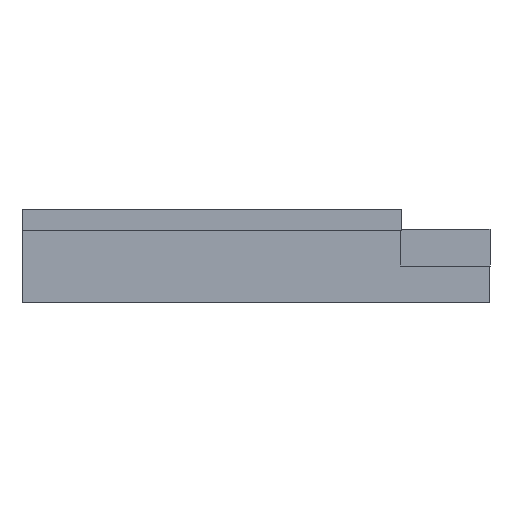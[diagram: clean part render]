
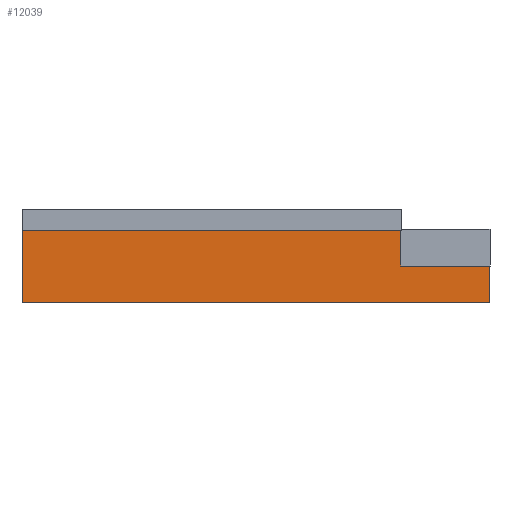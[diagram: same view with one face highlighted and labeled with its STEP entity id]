
A CAD part, left-side view. The second image highlights one B-rep face of the part: STEP entity #12039.
In plain terms, the highlighted planar face has unit normal (-1, 0, 0).
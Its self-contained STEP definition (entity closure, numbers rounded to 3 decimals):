
#204 = CARTESIAN_POINT ( 'NONE',  ( -5.846, -24.137, 3.3 ) ) ;
#226 = CARTESIAN_POINT ( 'NONE',  ( -5.846, 17.863, 3.3 ) ) ;
#341 = EDGE_CURVE ( 'NONE', #10337, #15824, #2954, .T. ) ;
#970 = EDGE_LOOP ( 'NONE', ( #4313, #13918, #16634, #11316, #14019, #11586 ) ) ;
#1340 = LINE ( 'NONE', #226, #16723 ) ;
#2288 = CARTESIAN_POINT ( 'NONE',  ( -5.846, -16.137, 6.5 ) ) ;
#2440 = DIRECTION ( 'NONE',  ( 0., -1., 0. ) ) ;
#2954 = LINE ( 'NONE', #4682, #11639 ) ;
#3247 = CARTESIAN_POINT ( 'NONE',  ( -5.846, -24.137, 0. ) ) ;
#3587 = CARTESIAN_POINT ( 'NONE',  ( -5.846, -24.137, 3.3 ) ) ;
#4011 = CARTESIAN_POINT ( 'NONE',  ( -5.846, 17.863, 0. ) ) ;
#4266 = DIRECTION ( 'NONE',  ( 0., 1., 0. ) ) ;
#4313 = ORIENTED_EDGE ( 'NONE', *, *, #15833, .T. ) ;
#4660 = VECTOR ( 'NONE', #10181, 1000. ) ;
#4677 = EDGE_CURVE ( 'NONE', #10337, #14432, #8567, .T. ) ;
#4682 = CARTESIAN_POINT ( 'NONE',  ( -5.846, 17.863, 3.3 ) ) ;
#4906 = VERTEX_POINT ( 'NONE', #3247 ) ;
#5920 = VECTOR ( 'NONE', #2440, 1000. ) ;
#6010 = EDGE_CURVE ( 'NONE', #14432, #6285, #12341, .T. ) ;
#6285 = VERTEX_POINT ( 'NONE', #7457 ) ;
#6768 = LINE ( 'NONE', #204, #14635 ) ;
#7295 = DIRECTION ( 'NONE',  ( 0., 0., -1. ) ) ;
#7457 = CARTESIAN_POINT ( 'NONE',  ( -5.846, -16.137, 3.3 ) ) ;
#7948 = EDGE_CURVE ( 'NONE', #6285, #16529, #1340, .T. ) ;
#8567 = LINE ( 'NONE', #15265, #5920 ) ;
#8961 = AXIS2_PLACEMENT_3D ( 'NONE', #13260, #14741, #4266 ) ;
#9171 = CARTESIAN_POINT ( 'NONE',  ( -5.846, 17.863, 0. ) ) ;
#9753 = VECTOR ( 'NONE', #14452, 1000. ) ;
#10181 = DIRECTION ( 'NONE',  ( 0., 0., -1. ) ) ;
#10337 = VERTEX_POINT ( 'NONE', #13208 ) ;
#10970 = CARTESIAN_POINT ( 'NONE',  ( -5.846, -16.137, 6.5 ) ) ;
#11316 = ORIENTED_EDGE ( 'NONE', *, *, #6010, .F. ) ;
#11355 = LINE ( 'NONE', #4011, #9753 ) ;
#11586 = ORIENTED_EDGE ( 'NONE', *, *, #341, .T. ) ;
#11639 = VECTOR ( 'NONE', #7295, 1000. ) ;
#11691 = DIRECTION ( 'NONE',  ( 0., -1., 0. ) ) ;
#11999 = PLANE ( 'NONE',  #8961 ) ;
#12039 = ADVANCED_FACE ( 'NONE', ( #15468 ), #11999, .F. ) ;
#12341 = LINE ( 'NONE', #2288, #4660 ) ;
#13208 = CARTESIAN_POINT ( 'NONE',  ( -5.846, 17.863, 6.5 ) ) ;
#13260 = CARTESIAN_POINT ( 'NONE',  ( -5.846, 17.863, 3.3 ) ) ;
#13776 = EDGE_CURVE ( 'NONE', #16529, #4906, #6768, .T. ) ;
#13918 = ORIENTED_EDGE ( 'NONE', *, *, #13776, .F. ) ;
#14019 = ORIENTED_EDGE ( 'NONE', *, *, #4677, .F. ) ;
#14376 = DIRECTION ( 'NONE',  ( 0., 0., -1. ) ) ;
#14432 = VERTEX_POINT ( 'NONE', #10970 ) ;
#14452 = DIRECTION ( 'NONE',  ( 0., -1., 0. ) ) ;
#14635 = VECTOR ( 'NONE', #14376, 1000. ) ;
#14741 = DIRECTION ( 'NONE',  ( 1., 0., 0. ) ) ;
#15265 = CARTESIAN_POINT ( 'NONE',  ( -5.846, 17.863, 6.5 ) ) ;
#15468 = FACE_OUTER_BOUND ( 'NONE', #970, .T. ) ;
#15824 = VERTEX_POINT ( 'NONE', #9171 ) ;
#15833 = EDGE_CURVE ( 'NONE', #15824, #4906, #11355, .T. ) ;
#16529 = VERTEX_POINT ( 'NONE', #3587 ) ;
#16634 = ORIENTED_EDGE ( 'NONE', *, *, #7948, .F. ) ;
#16723 = VECTOR ( 'NONE', #11691, 1000. ) ;
